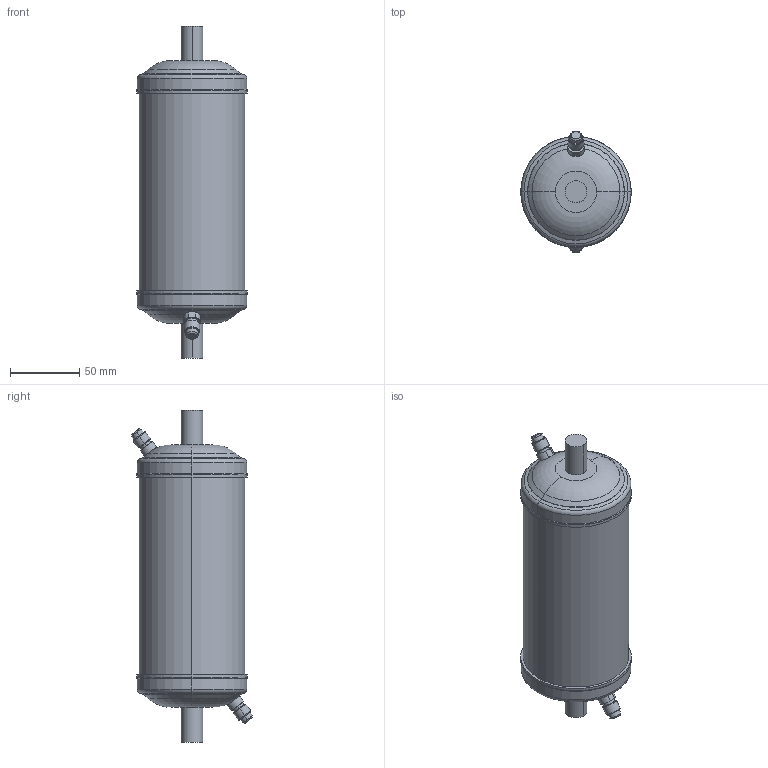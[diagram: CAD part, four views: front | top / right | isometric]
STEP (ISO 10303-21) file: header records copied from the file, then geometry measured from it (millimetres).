
FILE_DESCRIPTION (( 'STEP AP203' ), '1' );
FILE_NAME ('023Z1015R - DAS 304sVV.STEP', '2023-06-09T10:39:12', ( '' ), ( '' ), 'SwSTEP 2.0', 'SolidWorks 2020', '' );
FILE_SCHEMA (( 'CONFIG_CONTROL_DESIGN' ));
Length unit declared in the file: millimetre
Products named in the file (1): 023Z1015R - DAS 304sVV
Bounding box: 80 x 87.41 x 240 mm (x, y, z)
Volume: 852711.5 mm3; surface area: 56226.9 mm2
Topology: 1 solids, 1 shells, 96 faces, 212 edges, 126 vertices
Faces by surface type: cylinder 36, cone 20, plane 20, torus 16, sphere 4
Entity records: 2869 total; most frequent: CARTESIAN_POINT 625, DIRECTION 508, ORIENTED_EDGE 416, AXIS2_PLACEMENT_3D 219, EDGE_CURVE 208, VERTEX_POINT 126, CIRCLE 122, EDGE_LOOP 108
